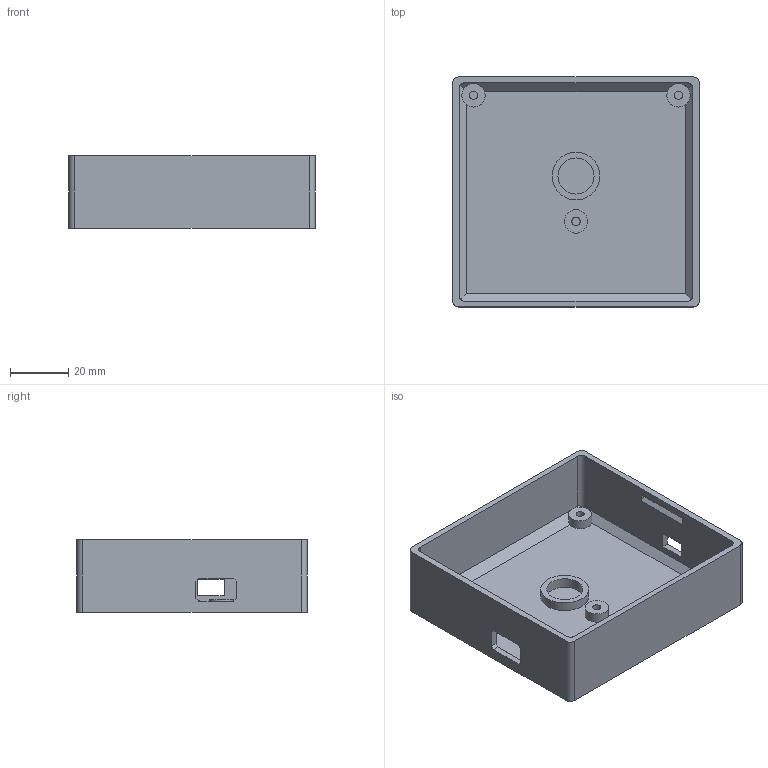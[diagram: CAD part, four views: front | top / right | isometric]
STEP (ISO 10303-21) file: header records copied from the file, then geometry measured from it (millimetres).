
FILE_DESCRIPTION(('FreeCAD Model'),'2;1');
FILE_NAME('Open CASCADE Shape Model','2024-05-15T10:00:37',(''),(''), 'Open CASCADE STEP processor 7.7','Ondsel','Unknown');
FILE_SCHEMA(('AUTOMOTIVE_DESIGN { 1 0 10303 214 1 1 1 1 }'));
Length unit declared in the file: millimetre
Products named in the file (1): Bottom
Bounding box: 84.6 x 79 x 25 mm (x, y, z)
Volume: 23816.9 mm3; surface area: 28813.2 mm2
Topology: 1 solids, 1 shells, 61 faces, 150 edges, 100 vertices
Faces by surface type: plane 45, cylinder 16
Full cylindrical faces by diameter (mm): 2.8 x3, 8 x3, 12.4 x1, 16.4 x1
Entity records: 1839 total; most frequent: DIRECTION 319, CARTESIAN_POINT 313, ORIENTED_EDGE 300, EDGE_CURVE 150, AXIS2_PLACEMENT_3D 108, LINE 103, VECTOR 103, VERTEX_POINT 100
